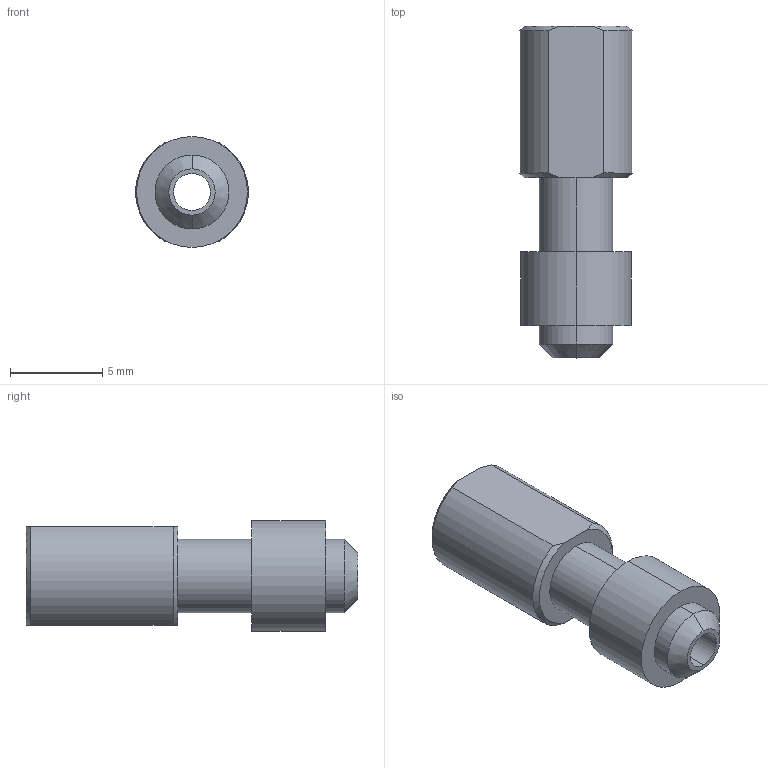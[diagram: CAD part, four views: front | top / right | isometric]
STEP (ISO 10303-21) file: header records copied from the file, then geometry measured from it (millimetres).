
FILE_DESCRIPTION (( 'STEP AP214' ), '1' );
FILE_NAME ('1844_017_rev_04.STEP', '2014-09-17T17:39:56', ( '' ), ( '' ), 'SwSTEP 2.0', 'SolidWorks 2013', '' );
FILE_SCHEMA (( 'AUTOMOTIVE_DESIGN' ));
Length unit declared in the file: millimetre
Products named in the file (1): 1844_017_rev_04
Bounding box: 6.08 x 17.95 x 6 mm (x, y, z)
Volume: 351.4 mm3; surface area: 484.4 mm2
Topology: 1 solids, 1 shells, 25 faces, 56 edges, 36 vertices
Faces by surface type: cylinder 10, cone 8, plane 7
Entity records: 752 total; most frequent: CARTESIAN_POINT 142, DIRECTION 128, ORIENTED_EDGE 112, EDGE_CURVE 56, AXIS2_PLACEMENT_3D 54, VERTEX_POINT 36, EDGE_LOOP 30, CIRCLE 28
